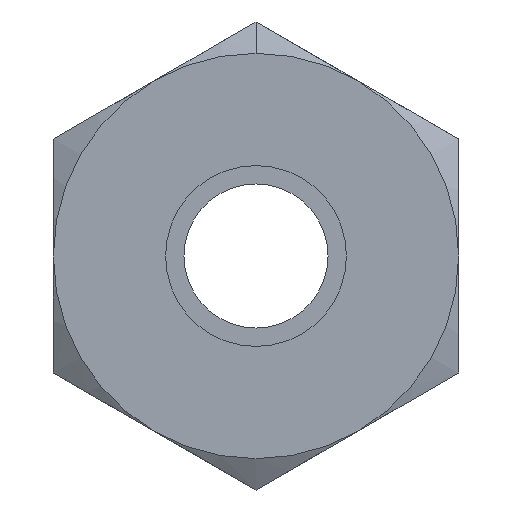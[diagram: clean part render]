
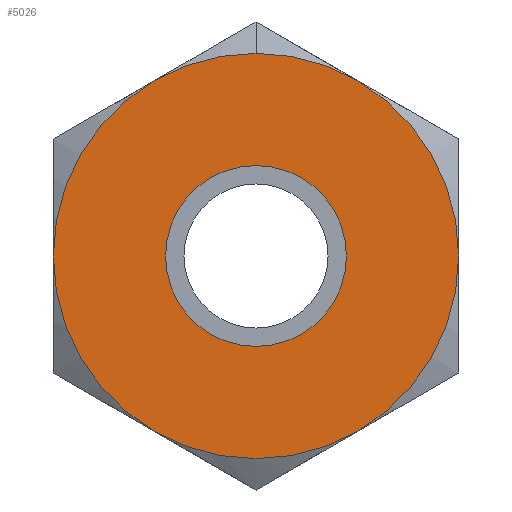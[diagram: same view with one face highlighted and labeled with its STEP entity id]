
A CAD part, front view. The second image highlights one B-rep face of the part: STEP entity #5026.
In plain terms, the highlighted planar face has unit normal (0, -1, 0).
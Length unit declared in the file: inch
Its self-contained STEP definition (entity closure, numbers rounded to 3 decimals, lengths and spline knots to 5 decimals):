
#82 = DIRECTION ( 'NONE',  ( 1., 0., 0. ) ) ;
#217 = CARTESIAN_POINT ( 'NONE',  ( 0., 0.75, 0. ) ) ;
#340 = DIRECTION ( 'NONE',  ( 0., 1., 0. ) ) ;
#411 = AXIS2_PLACEMENT_3D ( 'NONE', #9718, #340, #6850 ) ;
#559 = ORIENTED_EDGE ( 'NONE', *, *, #11768, .F. ) ;
#566 = VERTEX_POINT ( 'NONE', #1050 ) ;
#643 = CARTESIAN_POINT ( 'NONE',  ( 0., 0.75, 0. ) ) ;
#861 = CIRCLE ( 'NONE', #2204, 0.5625 ) ;
#988 = DIRECTION ( 'NONE',  ( 1., 0., 0. ) ) ;
#1050 = CARTESIAN_POINT ( 'NONE',  ( 0.5625, 0.75, 0. ) ) ;
#1574 = AXIS2_PLACEMENT_3D ( 'NONE', #217, #9729, #8866 ) ;
#1655 = EDGE_CURVE ( 'NONE', #6350, #6769, #4358, .T. ) ;
#1768 = DIRECTION ( 'NONE',  ( 0., 1., 0. ) ) ;
#2195 = CARTESIAN_POINT ( 'NONE',  ( 0., 0.75, 0. ) ) ;
#2204 = AXIS2_PLACEMENT_3D ( 'NONE', #2195, #4219, #10592 ) ;
#2220 = ORIENTED_EDGE ( 'NONE', *, *, #1655, .F. ) ;
#2307 = EDGE_CURVE ( 'NONE', #7196, #3193, #10575, .T. ) ;
#2537 = CIRCLE ( 'NONE', #1574, 0.5625 ) ;
#2815 = CARTESIAN_POINT ( 'NONE',  ( 0., 0.75, 0. ) ) ;
#2865 = CIRCLE ( 'NONE', #411, 0.5625 ) ;
#2966 = AXIS2_PLACEMENT_3D ( 'NONE', #4808, #5707, #82 ) ;
#3193 = VERTEX_POINT ( 'NONE', #11658 ) ;
#3234 = CIRCLE ( 'NONE', #9531, 0.5625 ) ;
#3262 = CARTESIAN_POINT ( 'NONE',  ( 0.251, 0.75, 0. ) ) ;
#3271 = VERTEX_POINT ( 'NONE', #7176 ) ;
#3451 = AXIS2_PLACEMENT_3D ( 'NONE', #2815, #8292, #6525 ) ;
#3630 = DIRECTION ( 'NONE',  ( 1., 0., 0. ) ) ;
#3677 = AXIS2_PLACEMENT_3D ( 'NONE', #5618, #1768, #3630 ) ;
#3733 = CARTESIAN_POINT ( 'NONE',  ( 0.28125, 0.75, 0.48714 ) ) ;
#4219 = DIRECTION ( 'NONE',  ( 0., 1., 0. ) ) ;
#4358 = CIRCLE ( 'NONE', #3677, 0.5625 ) ;
#4415 = DIRECTION ( 'NONE',  ( -1., 0., 0. ) ) ;
#4747 = FACE_OUTER_BOUND ( 'NONE', #9697, .T. ) ;
#4808 = CARTESIAN_POINT ( 'NONE',  ( -0.251, 0.75, 0. ) ) ;
#5006 = DIRECTION ( 'NONE',  ( 1., 0., 0. ) ) ;
#5026 = ADVANCED_FACE ( 'NONE', ( #4747, #5492 ), #6690, .T. ) ;
#5146 = EDGE_CURVE ( 'NONE', #6769, #566, #2865, .T. ) ;
#5492 = FACE_BOUND ( 'NONE', #5973, .T. ) ;
#5552 = ORIENTED_EDGE ( 'NONE', *, *, #5146, .F. ) ;
#5618 = CARTESIAN_POINT ( 'NONE',  ( 0., 0.75, 0. ) ) ;
#5707 = DIRECTION ( 'NONE',  ( 0., -1., 0. ) ) ;
#5795 = ORIENTED_EDGE ( 'NONE', *, *, #7858, .F. ) ;
#5802 = CIRCLE ( 'NONE', #3451, 0.251 ) ;
#5945 = ORIENTED_EDGE ( 'NONE', *, *, #10338, .T. ) ;
#5973 = EDGE_LOOP ( 'NONE', ( #5945, #11261 ) ) ;
#6331 = CARTESIAN_POINT ( 'NONE',  ( 0., 0.75, 0.5625 ) ) ;
#6350 = VERTEX_POINT ( 'NONE', #6331 ) ;
#6497 = AXIS2_PLACEMENT_3D ( 'NONE', #643, #10026, #4415 ) ;
#6525 = DIRECTION ( 'NONE',  ( -1., 0., 0. ) ) ;
#6675 = CARTESIAN_POINT ( 'NONE',  ( -0.5625, 0.75, 0. ) ) ;
#6687 = DIRECTION ( 'NONE',  ( 0., 1., 0. ) ) ;
#6690 = PLANE ( 'NONE',  #2966 ) ;
#6769 = VERTEX_POINT ( 'NONE', #3733 ) ;
#6771 = CARTESIAN_POINT ( 'NONE',  ( 0., 0.75, 0. ) ) ;
#6850 = DIRECTION ( 'NONE',  ( 0., 0., 1. ) ) ;
#7176 = CARTESIAN_POINT ( 'NONE',  ( 0.28125, 0.75, -0.48714 ) ) ;
#7196 = VERTEX_POINT ( 'NONE', #6675 ) ;
#7203 = EDGE_CURVE ( 'NONE', #3193, #6350, #861, .T. ) ;
#7306 = CARTESIAN_POINT ( 'NONE',  ( -0.251, 0.75, 0. ) ) ;
#7503 = AXIS2_PLACEMENT_3D ( 'NONE', #6771, #10568, #5006 ) ;
#7546 = ORIENTED_EDGE ( 'NONE', *, *, #2307, .F. ) ;
#7769 = EDGE_CURVE ( 'NONE', #11548, #10809, #5802, .T. ) ;
#7858 = EDGE_CURVE ( 'NONE', #8791, #7196, #10341, .T. ) ;
#7975 = CARTESIAN_POINT ( 'NONE',  ( -0.28125, 0.75, -0.48714 ) ) ;
#8273 = CIRCLE ( 'NONE', #6497, 0.251 ) ;
#8292 = DIRECTION ( 'NONE',  ( 0., 1., 0. ) ) ;
#8300 = AXIS2_PLACEMENT_3D ( 'NONE', #10326, #6687, #988 ) ;
#8328 = ORIENTED_EDGE ( 'NONE', *, *, #11530, .F. ) ;
#8791 = VERTEX_POINT ( 'NONE', #7975 ) ;
#8866 = DIRECTION ( 'NONE',  ( 1., 0., 0. ) ) ;
#9291 = DIRECTION ( 'NONE',  ( 0., 1., 0. ) ) ;
#9531 = AXIS2_PLACEMENT_3D ( 'NONE', #10264, #9291, #11272 ) ;
#9697 = EDGE_LOOP ( 'NONE', ( #559, #5552, #2220, #11300, #7546, #5795, #8328 ) ) ;
#9718 = CARTESIAN_POINT ( 'NONE',  ( 0., 0.75, 0. ) ) ;
#9729 = DIRECTION ( 'NONE',  ( 0., 1., 0. ) ) ;
#10026 = DIRECTION ( 'NONE',  ( 0., 1., 0. ) ) ;
#10264 = CARTESIAN_POINT ( 'NONE',  ( 0., 0.75, 0. ) ) ;
#10326 = CARTESIAN_POINT ( 'NONE',  ( 0., 0.75, 0. ) ) ;
#10338 = EDGE_CURVE ( 'NONE', #10809, #11548, #8273, .T. ) ;
#10341 = CIRCLE ( 'NONE', #8300, 0.5625 ) ;
#10568 = DIRECTION ( 'NONE',  ( 0., 1., 0. ) ) ;
#10575 = CIRCLE ( 'NONE', #7503, 0.5625 ) ;
#10592 = DIRECTION ( 'NONE',  ( 1., 0., 0. ) ) ;
#10809 = VERTEX_POINT ( 'NONE', #7306 ) ;
#11261 = ORIENTED_EDGE ( 'NONE', *, *, #7769, .T. ) ;
#11272 = DIRECTION ( 'NONE',  ( 1., 0., 0. ) ) ;
#11300 = ORIENTED_EDGE ( 'NONE', *, *, #7203, .F. ) ;
#11530 = EDGE_CURVE ( 'NONE', #3271, #8791, #2537, .T. ) ;
#11548 = VERTEX_POINT ( 'NONE', #3262 ) ;
#11658 = CARTESIAN_POINT ( 'NONE',  ( -0.28125, 0.75, 0.48714 ) ) ;
#11768 = EDGE_CURVE ( 'NONE', #566, #3271, #3234, .T. ) ;
